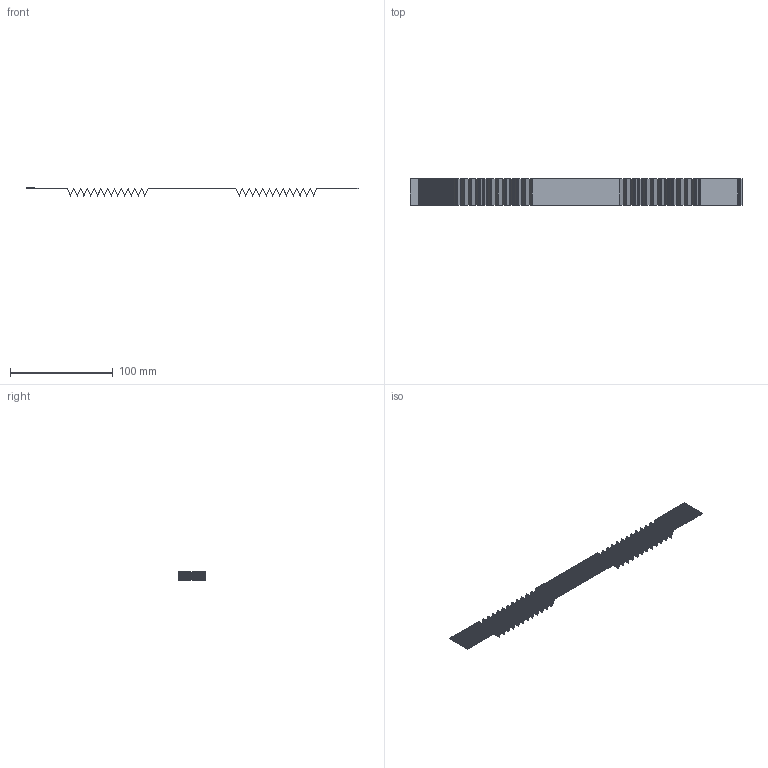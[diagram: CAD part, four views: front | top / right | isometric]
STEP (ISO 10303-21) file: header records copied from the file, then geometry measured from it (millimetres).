
FILE_DESCRIPTION(/* description */ ('Unknown'),/* implementation_level */ '2;1');
FILE_NAME(/* name */ '687750225002',/* time_stamp */ '2021-03-29T09:24:29+02:00',/* author */ ('Unknown'),/* organization */ ('Unknown'),/* preprocessor_version */ 'ST-DEVELOPER v16.7',/* originating_system */ 'DEX',/* authorisation */ $);
FILE_SCHEMA (('AUTOMOTIVE_DESIGN {1 0 10303 214 3 1 1}'));
Products named in the file (1): 6877xx225002
Bounding box: 323.56 x 25.5 x 7.93 mm (x, y, z)
Volume: 1613.7 mm3; surface area: 46376 mm2
Topology: 1 solids, 1201 shells, 10575 faces, 24311 edges, 16138 vertices
Faces by surface type: plane 10575
Entity records: 363744 total; most frequent: CARTESIAN_POINT 51025, ORIENTED_EDGE 48622, DIRECTION 45463, EDGE_CURVE 24311, LINE 24311, VECTOR 24311, VERTEX_POINT 16138, AXIS2_PLACEMENT_3D 10576
